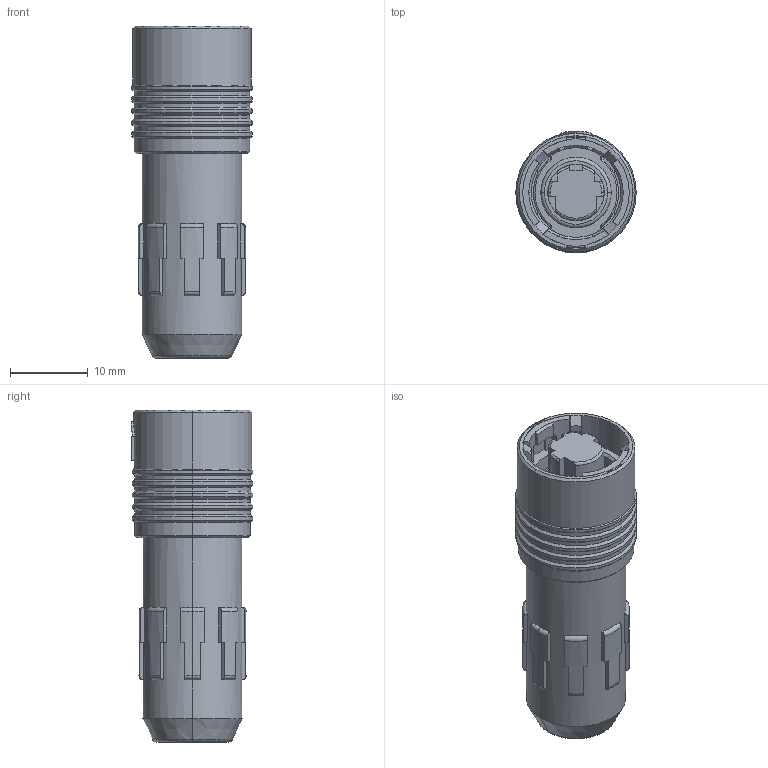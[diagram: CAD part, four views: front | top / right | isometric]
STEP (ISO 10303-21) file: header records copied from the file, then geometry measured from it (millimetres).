
FILE_DESCRIPTION(('CoCreate Modeling STEP Export'),'2;1');
FILE_NAME('HR30-7P-12SC.stp','2009-12-16T18:24:42',(''),(''),'CoCreate Modeling STEP processor for AP214 (Solid Model)','CoCreate Modeling 16.00B 02-Dec-2008 (C) Parametric Technology GmbH','');
FILE_SCHEMA(('AUTOMOTIVE_DESIGN { 1 0 10303 214 1 1 1 1 }'));
Length unit declared in the file: millimetre
Products named in the file (1): HR30-7P-12SC
Bounding box: 15.5 x 15.65 x 42.7 mm (x, y, z)
Volume: 5424.6 mm3; surface area: 3825 mm2
Topology: 1 solids, 1 shells, 344 faces, 948 edges, 605 vertices
Faces by surface type: plane 148, cylinder 104, cone 53, torus 39
Entity records: 13333 total; most frequent: CARTESIAN_POINT 5368, ORIENTED_EDGE 1896, DIRECTION 1425, EDGE_CURVE 948, VERTEX_POINT 605, VECTOR 477, LINE 477, AXIS2_PLACEMENT_3D 474
